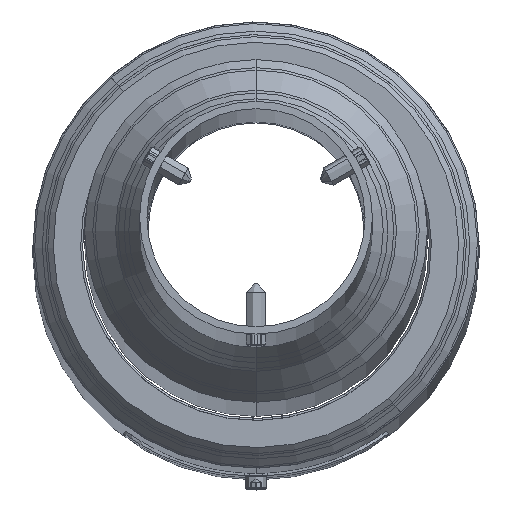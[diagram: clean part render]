
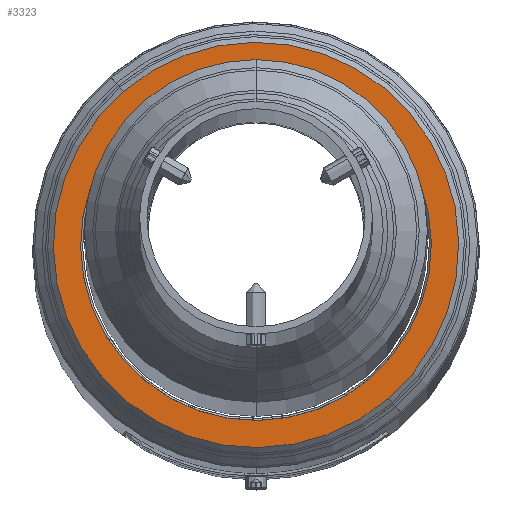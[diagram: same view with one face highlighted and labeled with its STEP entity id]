
A CAD part, top view. The second image highlights one B-rep face of the part: STEP entity #3323.
In plain terms, the highlighted face is planar.
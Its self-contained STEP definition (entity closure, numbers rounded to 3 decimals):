
#273 = CARTESIAN_POINT ( 'NONE',  ( 99.55, 0., -40. ) ) ;
#304 = DIRECTION ( 'NONE',  ( 0., 0., -1. ) ) ;
#420 = EDGE_LOOP ( 'NONE', ( #936, #822 ) ) ;
#621 = PLANE ( 'NONE',  #3774 ) ;
#676 = VERTEX_POINT ( 'NONE', #3395 ) ;
#681 = CIRCLE ( 'NONE', #3068, 99.55 ) ;
#822 = ORIENTED_EDGE ( 'NONE', *, *, #5346, .T. ) ;
#936 = ORIENTED_EDGE ( 'NONE', *, *, #6772, .T. ) ;
#1189 = CARTESIAN_POINT ( 'NONE',  ( 0., 109.55, -40. ) ) ;
#1243 = ORIENTED_EDGE ( 'NONE', *, *, #1533, .T. ) ;
#1533 = EDGE_CURVE ( 'NONE', #5028, #6993, #5074, .T. ) ;
#1991 = AXIS2_PLACEMENT_3D ( 'NONE', #6302, #6239, #6723 ) ;
#2051 = CARTESIAN_POINT ( 'NONE',  ( 86.15, 0., -40. ) ) ;
#2157 = AXIS2_PLACEMENT_3D ( 'NONE', #4376, #3870, #3942 ) ;
#2762 = CARTESIAN_POINT ( 'NONE',  ( 0., 0., -40. ) ) ;
#2796 = DIRECTION ( 'NONE',  ( 0., 0., 1. ) ) ;
#3068 = AXIS2_PLACEMENT_3D ( 'NONE', #6714, #304, #6230 ) ;
#3257 = CIRCLE ( 'NONE', #6536, 86.15 ) ;
#3323 = ADVANCED_FACE ( 'NONE', ( #3898, #5056 ), #621, .F. ) ;
#3363 = DIRECTION ( 'NONE',  ( 1., 0., 0. ) ) ;
#3395 = CARTESIAN_POINT ( 'NONE',  ( -99.55, 0., -40. ) ) ;
#3774 = AXIS2_PLACEMENT_3D ( 'NONE', #1189, #6090, #5563 ) ;
#3870 = DIRECTION ( 'NONE',  ( 0., 0., -1. ) ) ;
#3898 = FACE_BOUND ( 'NONE', #4273, .T. ) ;
#3942 = DIRECTION ( 'NONE',  ( 1., 0., 0. ) ) ;
#4273 = EDGE_LOOP ( 'NONE', ( #1243, #4483 ) ) ;
#4376 = CARTESIAN_POINT ( 'NONE',  ( 0., 0., -40. ) ) ;
#4381 = EDGE_CURVE ( 'NONE', #6993, #5028, #3257, .T. ) ;
#4483 = ORIENTED_EDGE ( 'NONE', *, *, #4381, .T. ) ;
#4566 = CIRCLE ( 'NONE', #2157, 99.55 ) ;
#5028 = VERTEX_POINT ( 'NONE', #5160 ) ;
#5056 = FACE_OUTER_BOUND ( 'NONE', #420, .T. ) ;
#5074 = CIRCLE ( 'NONE', #1991, 86.15 ) ;
#5160 = CARTESIAN_POINT ( 'NONE',  ( -86.15, 0., -40. ) ) ;
#5346 = EDGE_CURVE ( 'NONE', #676, #6578, #681, .T. ) ;
#5563 = DIRECTION ( 'NONE',  ( 1., 0., 0. ) ) ;
#6090 = DIRECTION ( 'NONE',  ( 0., 0., 1. ) ) ;
#6230 = DIRECTION ( 'NONE',  ( 1., 0., 0. ) ) ;
#6239 = DIRECTION ( 'NONE',  ( 0., 0., 1. ) ) ;
#6302 = CARTESIAN_POINT ( 'NONE',  ( 0., 0., -40. ) ) ;
#6536 = AXIS2_PLACEMENT_3D ( 'NONE', #2762, #2796, #3363 ) ;
#6578 = VERTEX_POINT ( 'NONE', #273 ) ;
#6714 = CARTESIAN_POINT ( 'NONE',  ( 0., 0., -40. ) ) ;
#6723 = DIRECTION ( 'NONE',  ( 1., 0., 0. ) ) ;
#6772 = EDGE_CURVE ( 'NONE', #6578, #676, #4566, .T. ) ;
#6993 = VERTEX_POINT ( 'NONE', #2051 ) ;
